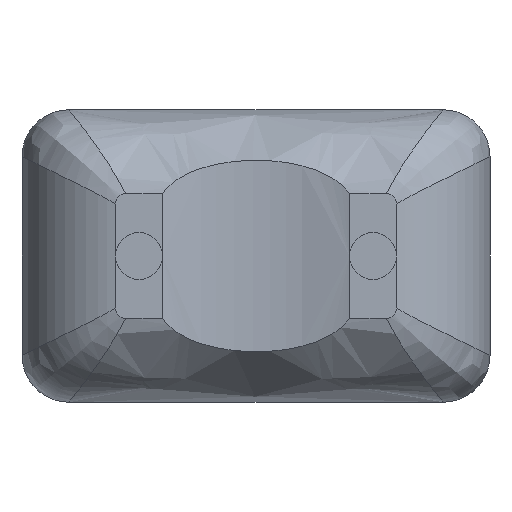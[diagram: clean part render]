
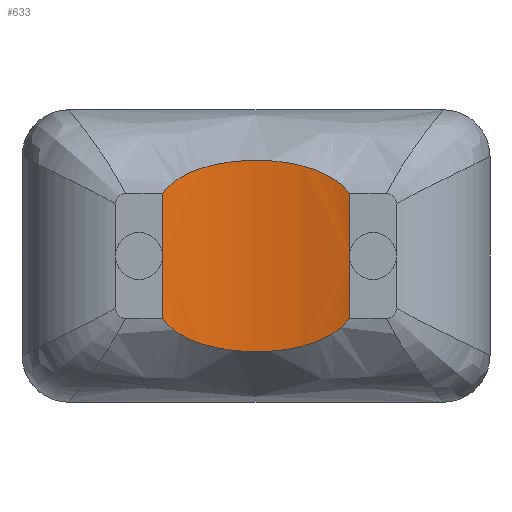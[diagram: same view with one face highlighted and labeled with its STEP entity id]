
A CAD part, front view. The second image highlights one B-rep face of the part: STEP entity #633.
In plain terms, the highlighted cylindrical face has radius 3.331 mm (diameter 6.661 mm), a partial arc.
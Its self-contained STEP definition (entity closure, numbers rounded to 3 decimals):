
#18 = CARTESIAN_POINT ( 'NONE',  ( -1.016, 0., -1.587 ) ) ;
#22 = VECTOR ( 'NONE', #256, 1000. ) ;
#27 = CARTESIAN_POINT ( 'NONE',  ( -0.889, 0.039, 0.812 ) ) ;
#40 = CARTESIAN_POINT ( 'NONE',  ( -0.889, 0.039, -0.812 ) ) ;
#125 = CARTESIAN_POINT ( 'NONE',  ( 0.643, 0.097, 0.939 ) ) ;
#132 = CARTESIAN_POINT ( 'NONE',  ( 0.73, 0.079, 0.904 ) ) ;
#181 = CARTESIAN_POINT ( 'NONE',  ( -0.19, 0.159, -1.039 ) ) ;
#185 = ORIENTED_EDGE ( 'NONE', *, *, #426, .T. ) ;
#194 = ORIENTED_EDGE ( 'NONE', *, *, #209, .F. ) ;
#209 = EDGE_CURVE ( 'NONE', #844, #219, #481, .T. ) ;
#218 = CARTESIAN_POINT ( 'NONE',  ( -0.963, 0.017, -0.753 ) ) ;
#219 = VERTEX_POINT ( 'NONE', #464 ) ;
#232 = CARTESIAN_POINT ( 'NONE',  ( -0.963, 0.017, 0.753 ) ) ;
#256 = DIRECTION ( 'NONE',  ( 0., 0., -1. ) ) ;
#282 = CARTESIAN_POINT ( 'NONE',  ( 0.188, 0.159, -1.039 ) ) ;
#328 = EDGE_CURVE ( 'NONE', #818, #908, #1036, .T. ) ;
#411 = ORIENTED_EDGE ( 'NONE', *, *, #1385, .F. ) ;
#426 = EDGE_CURVE ( 'NONE', #844, #1480, #1127, .T. ) ;
#434 = CARTESIAN_POINT ( 'NONE',  ( 0.889, 0.039, -0.812 ) ) ;
#446 = CARTESIAN_POINT ( 'NONE',  ( -1.016, 0., -0.676 ) ) ;
#464 = CARTESIAN_POINT ( 'NONE',  ( -1.016, 0., 0. ) ) ;
#480 = CARTESIAN_POINT ( 'NONE',  ( 0.188, 0.159, 1.039 ) ) ;
#481 = LINE ( 'NONE', #18, #1056 ) ;
#503 = CARTESIAN_POINT ( 'NONE',  ( -1.016, 0., 0.676 ) ) ;
#551 = CARTESIAN_POINT ( 'NONE',  ( 0.963, 0.017, -0.753 ) ) ;
#606 = CYLINDRICAL_SURFACE ( 'NONE', #1136, 3.331 ) ;
#633 = ADVANCED_FACE ( 'NONE', ( #638 ), #606, .F. ) ;
#638 = FACE_OUTER_BOUND ( 'NONE', #1361, .T. ) ;
#652 = CARTESIAN_POINT ( 'NONE',  ( 1.016, 0., 0.676 ) ) ;
#661 = CARTESIAN_POINT ( 'NONE',  ( 0., -3.172, 1.587 ) ) ;
#706 = ORIENTED_EDGE ( 'NONE', *, *, #1488, .T. ) ;
#719 = ORIENTED_EDGE ( 'NONE', *, *, #328, .F. ) ;
#730 = DIRECTION ( 'NONE',  ( 0., 0., 1. ) ) ;
#738 = CARTESIAN_POINT ( 'NONE',  ( -0.375, 0.143, 1.018 ) ) ;
#743 = CARTESIAN_POINT ( 'NONE',  ( -0.644, 0.097, -0.938 ) ) ;
#761 = CARTESIAN_POINT ( 'NONE',  ( 1.016, 0., 0.676 ) ) ;
#801 = CARTESIAN_POINT ( 'NONE',  ( -1.016, 0., 1.587 ) ) ;
#818 = VERTEX_POINT ( 'NONE', #652 ) ;
#821 = VECTOR ( 'NONE', #1006, 1000. ) ;
#826 = LINE ( 'NONE', #801, #821 ) ;
#844 = VERTEX_POINT ( 'NONE', #446 ) ;
#878 = CARTESIAN_POINT ( 'NONE',  ( 0.889, 0.039, 0.812 ) ) ;
#907 = DIRECTION ( 'NONE',  ( 1., 0., 0. ) ) ;
#908 = VERTEX_POINT ( 'NONE', #1257 ) ;
#928 = EDGE_CURVE ( 'NONE', #1480, #908, #966, .T. ) ;
#957 = CARTESIAN_POINT ( 'NONE',  ( 0.963, 0.017, 0.753 ) ) ;
#966 = LINE ( 'NONE', #1505, #1521 ) ;
#1006 = DIRECTION ( 'NONE',  ( 0., 0., -1. ) ) ;
#1032 = CARTESIAN_POINT ( 'NONE',  ( 1.016, 0., -0.676 ) ) ;
#1036 = LINE ( 'NONE', #1072, #22 ) ;
#1050 = DIRECTION ( 'NONE',  ( 0., 0., 1. ) ) ;
#1051 = DIRECTION ( 'NONE',  ( 0., 0., -1. ) ) ;
#1056 = VECTOR ( 'NONE', #730, 1000. ) ;
#1060 = B_SPLINE_CURVE_WITH_KNOTS ( 'NONE', 3,
 ( #503, #232, #27, #1203, #1372, #738, #1341, #480, #1130, #125, #132, #878, #957, #761 ),
 .UNSPECIFIED., .F., .F.,
 ( 4, 2, 2, 2, 2, 2, 4 ),
 ( 0., 0., 0.001, 0.001, 0.002, 0.002, 0.002 ),
 .UNSPECIFIED. ) ;
#1072 = CARTESIAN_POINT ( 'NONE',  ( 1.016, 0., 1.587 ) ) ;
#1127 = B_SPLINE_CURVE_WITH_KNOTS ( 'NONE', 3,
 ( #1350, #218, #40, #1453, #743, #1461, #181, #282, #1502, #1515, #1369, #434, #551, #1479 ),
 .UNSPECIFIED., .F., .F.,
 ( 4, 2, 2, 2, 2, 2, 4 ),
 ( 0., 0., 0.001, 0.001, 0.002, 0.002, 0.002 ),
 .UNSPECIFIED. ) ;
#1130 = CARTESIAN_POINT ( 'NONE',  ( 0.375, 0.142, 1.018 ) ) ;
#1136 = AXIS2_PLACEMENT_3D ( 'NONE', #661, #1051, #907 ) ;
#1203 = CARTESIAN_POINT ( 'NONE',  ( -0.73, 0.079, 0.904 ) ) ;
#1257 = CARTESIAN_POINT ( 'NONE',  ( 1.016, 0., 0. ) ) ;
#1341 = CARTESIAN_POINT ( 'NONE',  ( -0.19, 0.159, 1.039 ) ) ;
#1350 = CARTESIAN_POINT ( 'NONE',  ( -1.016, 0., -0.676 ) ) ;
#1361 = EDGE_LOOP ( 'NONE', ( #706, #194, #185, #1420, #719, #411 ) ) ;
#1369 = CARTESIAN_POINT ( 'NONE',  ( 0.73, 0.079, -0.904 ) ) ;
#1372 = CARTESIAN_POINT ( 'NONE',  ( -0.644, 0.097, 0.938 ) ) ;
#1385 = EDGE_CURVE ( 'NONE', #1438, #818, #1060, .T. ) ;
#1420 = ORIENTED_EDGE ( 'NONE', *, *, #928, .T. ) ;
#1438 = VERTEX_POINT ( 'NONE', #1458 ) ;
#1453 = CARTESIAN_POINT ( 'NONE',  ( -0.73, 0.079, -0.904 ) ) ;
#1458 = CARTESIAN_POINT ( 'NONE',  ( -1.016, 0., 0.676 ) ) ;
#1461 = CARTESIAN_POINT ( 'NONE',  ( -0.375, 0.143, -1.018 ) ) ;
#1479 = CARTESIAN_POINT ( 'NONE',  ( 1.016, 0., -0.676 ) ) ;
#1480 = VERTEX_POINT ( 'NONE', #1032 ) ;
#1488 = EDGE_CURVE ( 'NONE', #1438, #219, #826, .T. ) ;
#1502 = CARTESIAN_POINT ( 'NONE',  ( 0.375, 0.142, -1.018 ) ) ;
#1505 = CARTESIAN_POINT ( 'NONE',  ( 1.016, 0., -1.587 ) ) ;
#1515 = CARTESIAN_POINT ( 'NONE',  ( 0.643, 0.097, -0.939 ) ) ;
#1521 = VECTOR ( 'NONE', #1050, 1000. ) ;
